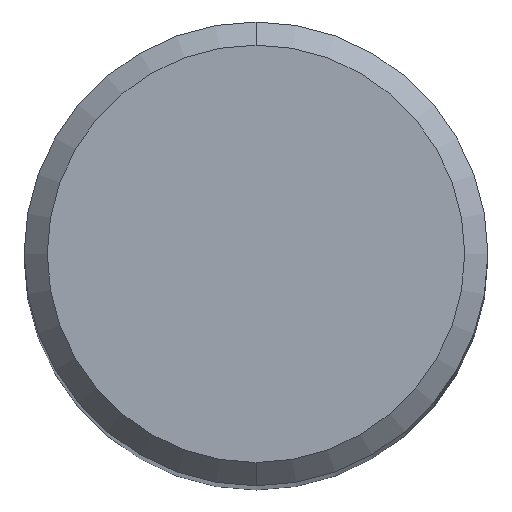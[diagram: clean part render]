
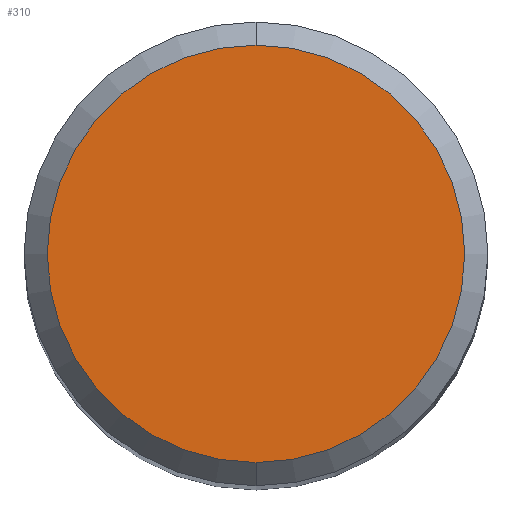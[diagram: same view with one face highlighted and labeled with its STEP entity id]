
A CAD part, top view. The second image highlights one B-rep face of the part: STEP entity #310.
In plain terms, the highlighted planar face has unit normal (0, 0, 1).
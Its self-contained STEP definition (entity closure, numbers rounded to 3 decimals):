
#216=EDGE_CURVE('',#430,#378,#524,.T.);
#310=ADVANCED_FACE('',(#626),#627,.T.);
#316=EDGE_CURVE('',#378,#430,#633,.T.);
#378=VERTEX_POINT('',#701);
#430=VERTEX_POINT('',#759);
#524=CIRCLE('',#923,5.4);
#626=FACE_OUTER_BOUND('',#1143,.T.);
#627=PLANE('',#1144);
#633=CIRCLE('',#1175,5.4);
#701=CARTESIAN_POINT('',(0.,-5.4,0.0));
#759=CARTESIAN_POINT('',(0.0,5.4,0.0));
#923=AXIS2_PLACEMENT_3D('',#1565,#1566,#1567);
#1143=EDGE_LOOP('',(#1658,#1659));
#1144=AXIS2_PLACEMENT_3D('',#1660,#1661,#1662);
#1175=AXIS2_PLACEMENT_3D('',#1663,#1664,#1665);
#1565=CARTESIAN_POINT('',(0.0,0.0,0.0));
#1566=DIRECTION('',(0.0,0.0,-1.0));
#1567=DIRECTION('',(0.0,1.0,0.0));
#1658=ORIENTED_EDGE('',*,*,#216,.F.);
#1659=ORIENTED_EDGE('',*,*,#316,.F.);
#1660=CARTESIAN_POINT('',(0.0,2.7,0.0));
#1661=DIRECTION('',(-0.0,0.0,1.0));
#1662=DIRECTION('',(0.0,-1.0,0.0));
#1663=CARTESIAN_POINT('',(0.0,0.0,0.0));
#1664=DIRECTION('',(0.0,0.0,-1.0));
#1665=DIRECTION('',(0.0,1.0,0.0));
